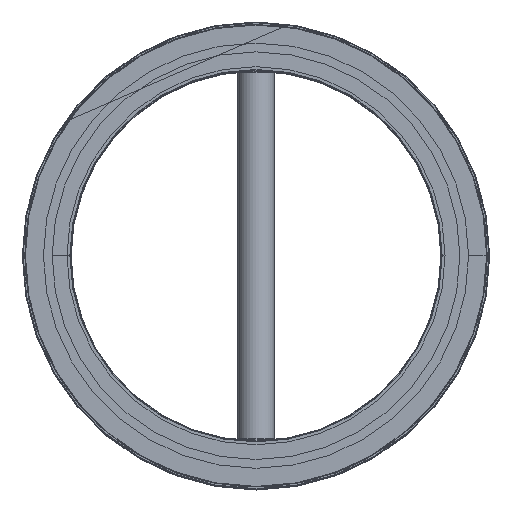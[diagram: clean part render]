
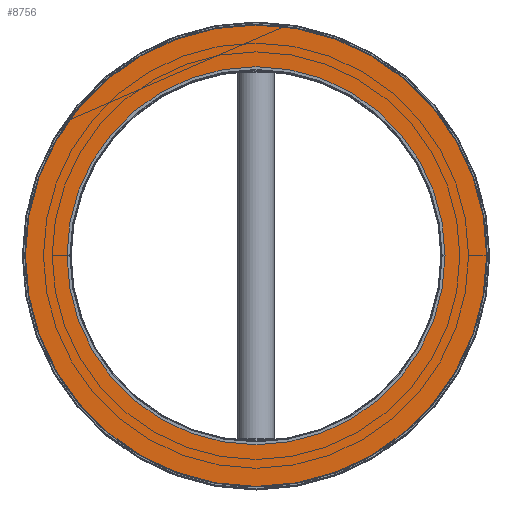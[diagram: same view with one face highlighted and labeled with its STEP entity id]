
A CAD part, top view. The second image highlights one B-rep face of the part: STEP entity #8756.
In plain terms, the highlighted planar face has unit normal (0, 0, 1).
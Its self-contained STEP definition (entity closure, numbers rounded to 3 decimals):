
#8694=CARTESIAN_POINT('',(503.5,0.,0.9));
#8695=VERTEX_POINT('',#8694);
#8696=CARTESIAN_POINT('',(0.0,0.0,0.9));
#8697=DIRECTION('',(0.0,0.0,-1.0));
#8698=DIRECTION('',(-1.0,0.0,0.0));
#8699=AXIS2_PLACEMENT_3D('',#8696,#8697,#8698);
#8700=CIRCLE('',#8699,503.5);
#8701=EDGE_CURVE('',#8695,#8695,#8700,.T.);
#8722=CARTESIAN_POINT('',(630.0,0.,0.9));
#8723=VERTEX_POINT('',#8722);
#8724=CARTESIAN_POINT('',(0.0,0.0,0.9));
#8725=DIRECTION('',(0.0,0.0,-1.0));
#8726=DIRECTION('',(-1.0,0.0,0.0));
#8727=AXIS2_PLACEMENT_3D('',#8724,#8725,#8726);
#8728=CIRCLE('',#8727,630.0);
#8729=EDGE_CURVE('',#8723,#8723,#8728,.T.);
#8745=CARTESIAN_POINT('',(0.0,0.0,0.9));
#8746=DIRECTION('',(0.0,0.0,-1.0));
#8747=DIRECTION('',(-1.0,0.0,0.0));
#8748=AXIS2_PLACEMENT_3D('',#8745,#8746,#8747);
#8749=PLANE('',#8748);
#8750=ORIENTED_EDGE('',*,*,#8729,.F.);
#8751=EDGE_LOOP('',(#8750));
#8752=FACE_OUTER_BOUND('',#8751,.T.);
#8753=ORIENTED_EDGE('',*,*,#8701,.T.);
#8754=EDGE_LOOP('',(#8753));
#8755=FACE_BOUND('',#8754,.T.);
#8756=ADVANCED_FACE('',(#8752,#8755),#8749,.F.);
